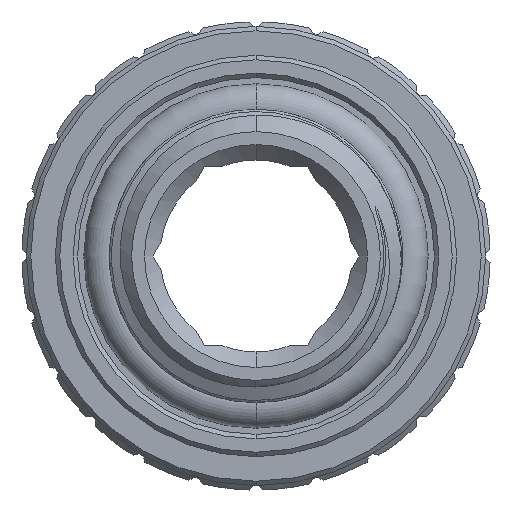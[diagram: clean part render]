
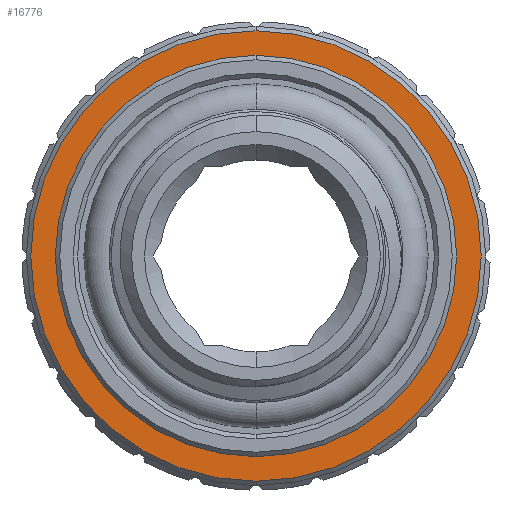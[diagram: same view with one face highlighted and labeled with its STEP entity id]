
A CAD part, front view. The second image highlights one B-rep face of the part: STEP entity #16776.
In plain terms, the highlighted planar face has unit normal (0, -1, 0).
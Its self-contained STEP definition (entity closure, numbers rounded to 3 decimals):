
#376 = CIRCLE ( 'NONE', #663, 10.1 ) ;
#618 = ORIENTED_EDGE ( 'NONE', *, *, #3965, .F. ) ;
#663 = AXIS2_PLACEMENT_3D ( 'NONE', #13569, #9449, #2376 ) ;
#988 = CARTESIAN_POINT ( 'NONE',  ( 0., 0.2, 0. ) ) ;
#1379 = CARTESIAN_POINT ( 'NONE',  ( 0., 0.2, 10.1 ) ) ;
#1707 = CARTESIAN_POINT ( 'NONE',  ( 0., 0.2, 9. ) ) ;
#1839 = CARTESIAN_POINT ( 'NONE',  ( 0., 0.2, 0. ) ) ;
#2376 = DIRECTION ( 'NONE',  ( 0., 0., -1. ) ) ;
#2557 = DIRECTION ( 'NONE',  ( 0., 0., -1. ) ) ;
#3290 = DIRECTION ( 'NONE',  ( 0., 0., -1. ) ) ;
#3336 = AXIS2_PLACEMENT_3D ( 'NONE', #16813, #4262, #14053 ) ;
#3645 = CARTESIAN_POINT ( 'NONE',  ( 0., 0.2, 0. ) ) ;
#3965 = EDGE_CURVE ( 'NONE', #9155, #4461, #9176, .T. ) ;
#4259 = CARTESIAN_POINT ( 'NONE',  ( 0., 0.2, -9. ) ) ;
#4262 = DIRECTION ( 'NONE',  ( 0., 1., 0. ) ) ;
#4461 = VERTEX_POINT ( 'NONE', #5797 ) ;
#4790 = EDGE_CURVE ( 'NONE', #6232, #15159, #12325, .T. ) ;
#5676 = EDGE_CURVE ( 'NONE', #15159, #6232, #10000, .T. ) ;
#5797 = CARTESIAN_POINT ( 'NONE',  ( 0., 0.2, -10.1 ) ) ;
#6232 = VERTEX_POINT ( 'NONE', #4259 ) ;
#6494 = DIRECTION ( 'NONE',  ( 0., -1., 0. ) ) ;
#7352 = DIRECTION ( 'NONE',  ( 0., -1., 0. ) ) ;
#7541 = FACE_OUTER_BOUND ( 'NONE', #7836, .T. ) ;
#7836 = EDGE_LOOP ( 'NONE', ( #618, #12512 ) ) ;
#9155 = VERTEX_POINT ( 'NONE', #1379 ) ;
#9176 = CIRCLE ( 'NONE', #3336, 10.1 ) ;
#9449 = DIRECTION ( 'NONE',  ( 0., 1., 0. ) ) ;
#10000 = CIRCLE ( 'NONE', #10569, 9. ) ;
#10470 = FACE_BOUND ( 'NONE', #12977, .T. ) ;
#10569 = AXIS2_PLACEMENT_3D ( 'NONE', #3645, #6494, #3290 ) ;
#10702 = AXIS2_PLACEMENT_3D ( 'NONE', #1839, #7352, #13123 ) ;
#12187 = DIRECTION ( 'NONE',  ( 0., -1., 0. ) ) ;
#12325 = CIRCLE ( 'NONE', #17005, 9. ) ;
#12430 = ORIENTED_EDGE ( 'NONE', *, *, #4790, .F. ) ;
#12512 = ORIENTED_EDGE ( 'NONE', *, *, #13080, .F. ) ;
#12977 = EDGE_LOOP ( 'NONE', ( #14743, #12430 ) ) ;
#13080 = EDGE_CURVE ( 'NONE', #4461, #9155, #376, .T. ) ;
#13123 = DIRECTION ( 'NONE',  ( 0., 0., -1. ) ) ;
#13569 = CARTESIAN_POINT ( 'NONE',  ( 0., 0.2, 0. ) ) ;
#14053 = DIRECTION ( 'NONE',  ( 0., 0., -1. ) ) ;
#14676 = PLANE ( 'NONE',  #10702 ) ;
#14743 = ORIENTED_EDGE ( 'NONE', *, *, #5676, .F. ) ;
#15159 = VERTEX_POINT ( 'NONE', #1707 ) ;
#16776 = ADVANCED_FACE ( 'NONE', ( #7541, #10470 ), #14676, .T. ) ;
#16813 = CARTESIAN_POINT ( 'NONE',  ( 0., 0.2, 0. ) ) ;
#17005 = AXIS2_PLACEMENT_3D ( 'NONE', #988, #12187, #2557 ) ;
